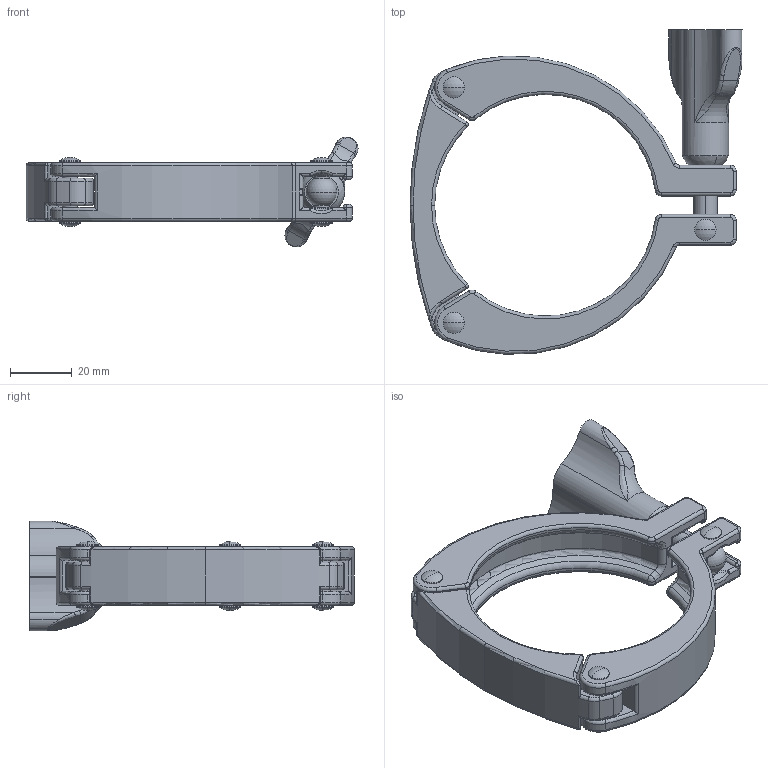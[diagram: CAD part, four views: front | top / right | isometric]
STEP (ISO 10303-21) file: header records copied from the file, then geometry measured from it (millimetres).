
FILE_DESCRIPTION (( 'STEP AP214' ), '1' );
FILE_NAME ('CLD.3S.0250 STEP.STEP', '2019-04-11T09:15:18', ( '' ), ( '' ), 'SwSTEP 2.0', 'SolidWorks 2019', '' );
FILE_SCHEMA (( 'AUTOMOTIVE_DESIGN' ));
Length unit declared in the file: millimetre
Products named in the file (1): CLD.3S.0250 STEP
Bounding box: 107.87 x 105.43 x 35.64 mm (x, y, z)
Volume: 57413.2 mm3; surface area: 26144.1 mm2
Topology: 5 solids, 5 shells, 472 faces, 1112 edges, 625 vertices
Faces by surface type: cylinder 178, torus 123, sphere 58, bspline 54, plane 52, cone 7
Entity records: 16739 total; most frequent: CARTESIAN_POINT 6203, DIRECTION 2349, ORIENTED_EDGE 2154, EDGE_CURVE 1077, AXIS2_PLACEMENT_3D 1038, VERTEX_POINT 624, CIRCLE 619, EDGE_LOOP 495
